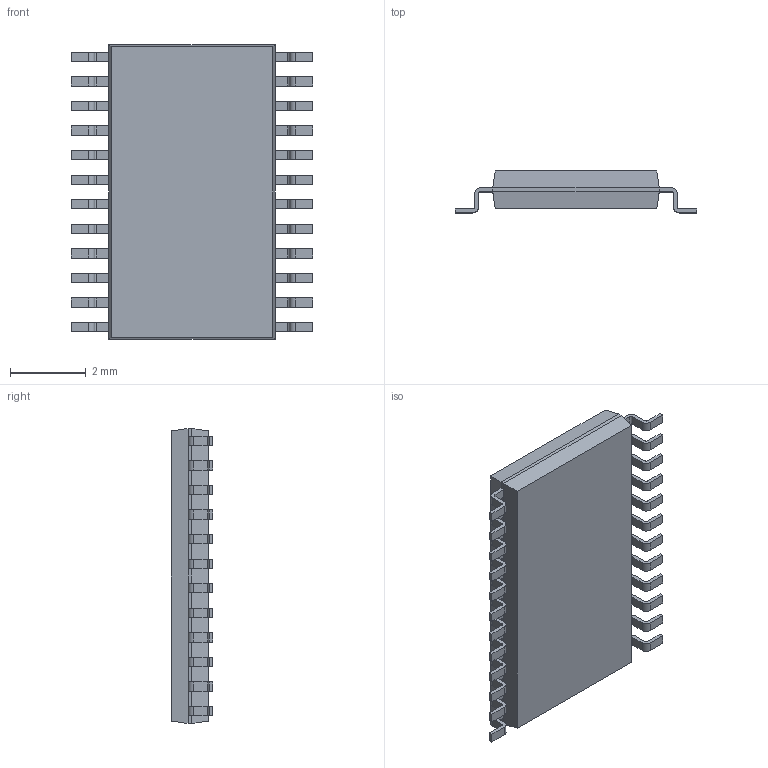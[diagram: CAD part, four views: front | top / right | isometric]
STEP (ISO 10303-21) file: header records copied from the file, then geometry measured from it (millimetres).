
FILE_DESCRIPTION (( 'STEP AP214' ), '1' );
FILE_NAME ('PCA9675PW,118.STEP', '2020-12-18T11:56:38', ( '' ), ( '' ), 'SwSTEP 2.0', 'SolidWorks 2018', '' );
FILE_SCHEMA (( 'AUTOMOTIVE_DESIGN' ));
Length unit declared in the file: millimetre
Products named in the file (1): PCA9675PW,118
Bounding box: 6.4 x 1.1 x 7.8 mm (x, y, z)
Volume: 34.2 mm3; surface area: 115.2 mm2
Topology: 25 solids, 25 shells, 350 faces, 892 edges, 592 vertices
Faces by surface type: plane 254, cylinder 96
Entity records: 10774 total; most frequent: CARTESIAN_POINT 1835, DIRECTION 1786, ORIENTED_EDGE 1784, EDGE_CURVE 892, VECTOR 700, LINE 700, VERTEX_POINT 592, AXIS2_PLACEMENT_3D 543
